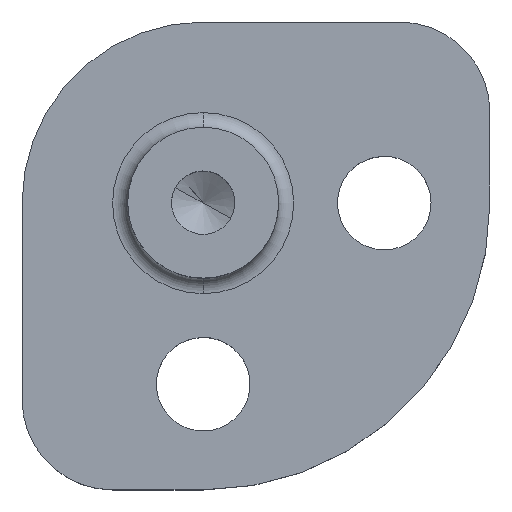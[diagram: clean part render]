
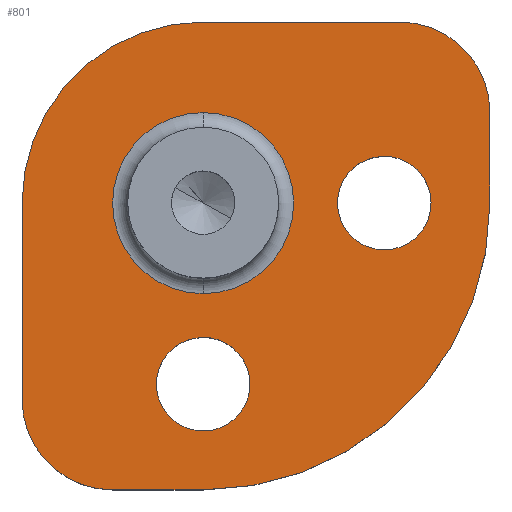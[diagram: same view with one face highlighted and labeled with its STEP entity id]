
A CAD part, top view. The second image highlights one B-rep face of the part: STEP entity #801.
In plain terms, the highlighted planar face has unit normal (0, 0, 1).
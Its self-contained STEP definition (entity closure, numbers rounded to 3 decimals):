
#137=CARTESIAN_POINT('Vertex',(-12.,0.,5.)) ;
#151=CARTESIAN_POINT('Vertex',(-12.,-13.,5.)) ;
#154=CARTESIAN_POINT('Line Origine',(-12.,-6.5,5.)) ;
#177=CARTESIAN_POINT('Vertex',(-6.,-19.,5.)) ;
#191=CARTESIAN_POINT('Vertex',(0.,-19.,5.)) ;
#194=CARTESIAN_POINT('Line Origine',(-3.,-19.,5.)) ;
#217=CARTESIAN_POINT('Vertex',(19.,6.,5.)) ;
#220=CARTESIAN_POINT('Line Origine',(19.,3.,5.)) ;
#224=CARTESIAN_POINT('Vertex',(19.,0.,5.)) ;
#257=CARTESIAN_POINT('Vertex',(0.,12.,5.)) ;
#260=CARTESIAN_POINT('Line Origine',(6.5,12.,5.)) ;
#264=CARTESIAN_POINT('Vertex',(13.,12.,5.)) ;
#414=CARTESIAN_POINT('Vertex',(9.279,1.486,5.)) ;
#428=CARTESIAN_POINT('Vertex',(14.721,-1.486,5.)) ;
#431=CARTESIAN_POINT('Axis2P3D Location',(12.,0.,5.)) ;
#448=CARTESIAN_POINT('Axis2P3D Location',(12.,0.,5.)) ;
#471=CARTESIAN_POINT('Vertex',(-2.721,-10.514,5.)) ;
#485=CARTESIAN_POINT('Vertex',(2.721,-13.486,5.)) ;
#488=CARTESIAN_POINT('Axis2P3D Location',(0.,-12.,5.)) ;
#505=CARTESIAN_POINT('Axis2P3D Location',(0.,-12.,5.)) ;
#522=CARTESIAN_POINT('Axis2P3D Location',(0.,0.,5.)) ;
#544=CARTESIAN_POINT('Axis2P3D Location',(13.,6.,5.)) ;
#566=CARTESIAN_POINT('Axis2P3D Location',(0.,0.,5.)) ;
#588=CARTESIAN_POINT('Axis2P3D Location',(-6.,-13.,5.)) ;
#760=CARTESIAN_POINT('Axis2P3D Location',(0.,0.,5.)) ;
#775=CARTESIAN_POINT('Axis2P3D Location',(0.,0.,5.)) ;
#779=CARTESIAN_POINT('Vertex',(0.,6.,5.)) ;
#781=CARTESIAN_POINT('Vertex',(0.,-6.,5.)) ;
#784=CARTESIAN_POINT('Axis2P3D Location',(0.,0.,5.)) ;
#155=DIRECTION('Vector Direction',(0.,1.,0.)) ;
#195=DIRECTION('Vector Direction',(-1.,0.,0.)) ;
#221=DIRECTION('Vector Direction',(0.,-1.,0.)) ;
#261=DIRECTION('Vector Direction',(1.,0.,0.)) ;
#432=DIRECTION('Axis2P3D Direction',(0.,0.,-1.)) ;
#449=DIRECTION('Axis2P3D Direction',(0.,0.,-1.)) ;
#489=DIRECTION('Axis2P3D Direction',(0.,0.,-1.)) ;
#506=DIRECTION('Axis2P3D Direction',(0.,0.,-1.)) ;
#523=DIRECTION('Axis2P3D Direction',(0.,0.,1.)) ;
#545=DIRECTION('Axis2P3D Direction',(0.,0.,1.)) ;
#567=DIRECTION('Axis2P3D Direction',(0.,0.,1.)) ;
#589=DIRECTION('Axis2P3D Direction',(0.,0.,1.)) ;
#761=DIRECTION('Axis2P3D Direction',(0.,0.,1.)) ;
#762=DIRECTION('Axis2P3D XDirection',(1.,0.,0.)) ;
#776=DIRECTION('Axis2P3D Direction',(0.,0.,1.)) ;
#785=DIRECTION('Axis2P3D Direction',(0.,0.,1.)) ;
#433=AXIS2_PLACEMENT_3D('Circle Axis2P3D',#431,#432,$) ;
#450=AXIS2_PLACEMENT_3D('Circle Axis2P3D',#448,#449,$) ;
#490=AXIS2_PLACEMENT_3D('Circle Axis2P3D',#488,#489,$) ;
#507=AXIS2_PLACEMENT_3D('Circle Axis2P3D',#505,#506,$) ;
#524=AXIS2_PLACEMENT_3D('Circle Axis2P3D',#522,#523,$) ;
#546=AXIS2_PLACEMENT_3D('Circle Axis2P3D',#544,#545,$) ;
#568=AXIS2_PLACEMENT_3D('Circle Axis2P3D',#566,#567,$) ;
#590=AXIS2_PLACEMENT_3D('Circle Axis2P3D',#588,#589,$) ;
#763=AXIS2_PLACEMENT_3D('Plane Axis2P3D',#760,#761,#762) ;
#777=AXIS2_PLACEMENT_3D('Circle Axis2P3D',#775,#776,$) ;
#786=AXIS2_PLACEMENT_3D('Circle Axis2P3D',#784,#785,$) ;
#766=ORIENTED_EDGE('',*,*,#158,.T.) ;
#767=ORIENTED_EDGE('',*,*,#592,.F.) ;
#768=ORIENTED_EDGE('',*,*,#198,.T.) ;
#769=ORIENTED_EDGE('',*,*,#570,.F.) ;
#770=ORIENTED_EDGE('',*,*,#226,.T.) ;
#771=ORIENTED_EDGE('',*,*,#548,.F.) ;
#772=ORIENTED_EDGE('',*,*,#266,.T.) ;
#773=ORIENTED_EDGE('',*,*,#526,.F.) ;
#790=ORIENTED_EDGE('',*,*,#783,.T.) ;
#791=ORIENTED_EDGE('',*,*,#788,.T.) ;
#794=ORIENTED_EDGE('',*,*,#509,.F.) ;
#795=ORIENTED_EDGE('',*,*,#492,.F.) ;
#798=ORIENTED_EDGE('',*,*,#452,.F.) ;
#799=ORIENTED_EDGE('',*,*,#435,.F.) ;
#792=FACE_BOUND('',#789,.T.) ;
#796=FACE_BOUND('',#793,.T.) ;
#800=FACE_BOUND('',#797,.T.) ;
#156=VECTOR('Line Direction',#155,1.) ;
#196=VECTOR('Line Direction',#195,1.) ;
#222=VECTOR('Line Direction',#221,1.) ;
#262=VECTOR('Line Direction',#261,1.) ;
#801=ADVANCED_FACE('',(#774,#792,#796,#800),#764,.T.) ;
#434=CIRCLE('generated circle',#433,3.1) ;
#451=CIRCLE('generated circle',#450,3.1) ;
#491=CIRCLE('generated circle',#490,3.1) ;
#508=CIRCLE('generated circle',#507,3.1) ;
#525=CIRCLE('generated circle',#524,12.) ;
#547=CIRCLE('generated circle',#546,6.) ;
#569=CIRCLE('generated circle',#568,19.) ;
#591=CIRCLE('generated circle',#590,6.) ;
#778=CIRCLE('generated circle',#777,6.) ;
#787=CIRCLE('generated circle',#786,6.) ;
#158=EDGE_CURVE('',#138,#152,#157,.F.) ;
#198=EDGE_CURVE('',#178,#192,#197,.F.) ;
#226=EDGE_CURVE('',#225,#218,#223,.F.) ;
#266=EDGE_CURVE('',#265,#258,#263,.F.) ;
#435=EDGE_CURVE('',#429,#415,#434,.F.) ;
#452=EDGE_CURVE('',#415,#429,#451,.F.) ;
#492=EDGE_CURVE('',#486,#472,#491,.F.) ;
#509=EDGE_CURVE('',#472,#486,#508,.F.) ;
#526=EDGE_CURVE('',#138,#258,#525,.F.) ;
#548=EDGE_CURVE('',#265,#218,#547,.F.) ;
#570=EDGE_CURVE('',#225,#192,#569,.F.) ;
#592=EDGE_CURVE('',#178,#152,#591,.F.) ;
#783=EDGE_CURVE('',#780,#782,#778,.F.) ;
#788=EDGE_CURVE('',#782,#780,#787,.F.) ;
#765=EDGE_LOOP('',(#766,#767,#768,#769,#770,#771,#772,#773)) ;
#789=EDGE_LOOP('',(#790,#791)) ;
#793=EDGE_LOOP('',(#794,#795)) ;
#797=EDGE_LOOP('',(#798,#799)) ;
#774=FACE_OUTER_BOUND('',#765,.T.) ;
#157=LINE('Line',#154,#156) ;
#197=LINE('Line',#194,#196) ;
#223=LINE('Line',#220,#222) ;
#263=LINE('Line',#260,#262) ;
#764=PLANE('Plane',#763) ;
#138=VERTEX_POINT('',#137) ;
#152=VERTEX_POINT('',#151) ;
#178=VERTEX_POINT('',#177) ;
#192=VERTEX_POINT('',#191) ;
#218=VERTEX_POINT('',#217) ;
#225=VERTEX_POINT('',#224) ;
#258=VERTEX_POINT('',#257) ;
#265=VERTEX_POINT('',#264) ;
#415=VERTEX_POINT('',#414) ;
#429=VERTEX_POINT('',#428) ;
#472=VERTEX_POINT('',#471) ;
#486=VERTEX_POINT('',#485) ;
#780=VERTEX_POINT('',#779) ;
#782=VERTEX_POINT('',#781) ;
